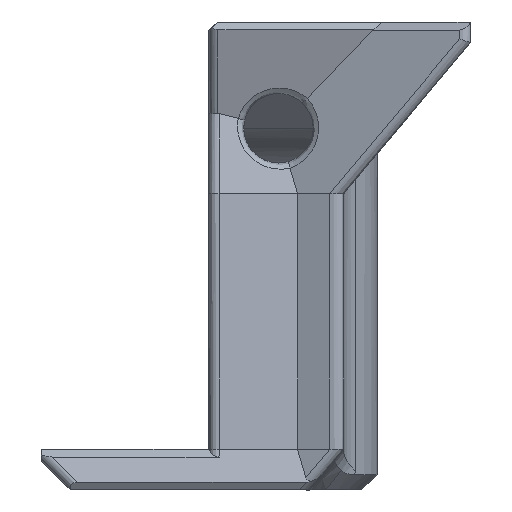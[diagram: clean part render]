
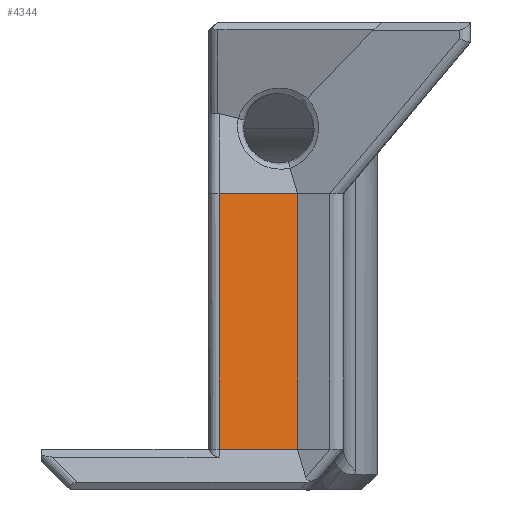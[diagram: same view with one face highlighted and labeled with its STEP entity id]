
A CAD part, front view. The second image highlights one B-rep face of the part: STEP entity #4344.
In plain terms, the highlighted planar face has unit normal (0.244, -0.97, 0).
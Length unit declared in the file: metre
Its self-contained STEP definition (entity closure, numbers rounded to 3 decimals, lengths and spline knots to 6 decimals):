
#856=ORIENTED_EDGE('',*,*,#1907,.F.);
#857=ORIENTED_EDGE('',*,*,#1908,.T.);
#858=ORIENTED_EDGE('',*,*,#1905,.F.);
#859=ORIENTED_EDGE('',*,*,#1909,.F.);
#1905=EDGE_CURVE('',#2446,#2431,#2836,.T.);
#1907=EDGE_CURVE('',#2447,#2448,#2838,.T.);
#1908=EDGE_CURVE('',#2447,#2431,#2839,.T.);
#1909=EDGE_CURVE('',#2448,#2446,#2840,.T.);
#2431=VERTEX_POINT('',#7289);
#2446=VERTEX_POINT('',#7335);
#2447=VERTEX_POINT('',#7339);
#2448=VERTEX_POINT('',#7340);
#2836=LINE('',#7334,#3273);
#2838=LINE('',#7338,#3275);
#2839=LINE('',#7341,#3276);
#2840=LINE('',#7342,#3277);
#3273=VECTOR('',#5472,1.);
#3275=VECTOR('',#5476,1.);
#3276=VECTOR('',#5477,1.);
#3277=VECTOR('',#5478,1.);
#3607=EDGE_LOOP('',(#856,#857,#858,#859));
#3902=FACE_BOUND('',#3607,.T.);
#4153=PLANE('',#4697);
#4344=ADVANCED_FACE('',(#3902),#4153,.T.);
#4697=AXIS2_PLACEMENT_3D('',#7337,#5474,#5475);
#5472=DIRECTION('',(0.97,0.244,0.));
#5474=DIRECTION('',(0.244,-0.97,0.));
#5475=DIRECTION('',(0.97,0.244,0.));
#5476=DIRECTION('',(-0.97,-0.244,0.));
#5477=DIRECTION('',(0.,0.,1.));
#5478=DIRECTION('',(0.,0.,1.));
#7289=CARTESIAN_POINT('',(0.018731,-0.245843,-0.003546));
#7334=CARTESIAN_POINT('',(0.033492,-0.242126,-0.003546));
#7335=CARTESIAN_POINT('',(0.014895,-0.24681,-0.003546));
#7337=CARTESIAN_POINT('',(0.033492,-0.242126,-0.016048));
#7338=CARTESIAN_POINT('',(0.018731,-0.245843,-0.016046));
#7339=CARTESIAN_POINT('',(0.018731,-0.245843,-0.016046));
#7340=CARTESIAN_POINT('',(0.014895,-0.24681,-0.016046));
#7341=CARTESIAN_POINT('',(0.018731,-0.245843,-0.016048));
#7342=CARTESIAN_POINT('',(0.014895,-0.24681,-0.016048));
